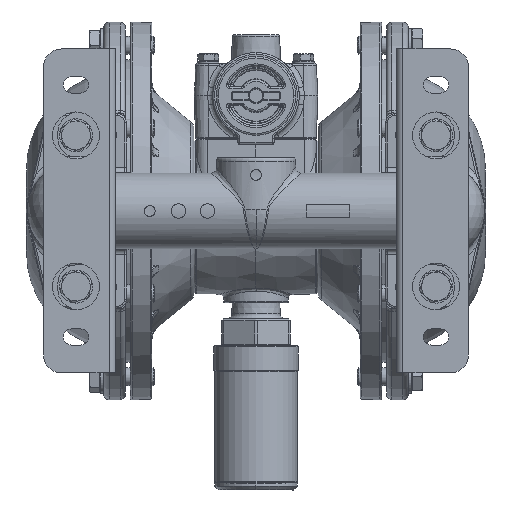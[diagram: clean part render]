
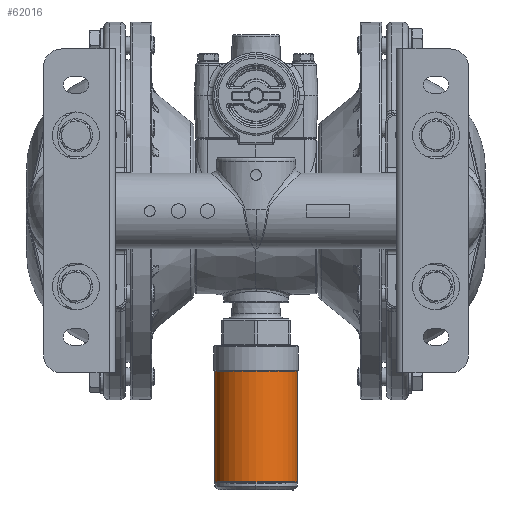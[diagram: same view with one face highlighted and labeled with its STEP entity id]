
A CAD part, front view. The second image highlights one B-rep face of the part: STEP entity #62016.
In plain terms, the highlighted cylindrical face has radius 23 mm (diameter 46 mm), a partial arc.
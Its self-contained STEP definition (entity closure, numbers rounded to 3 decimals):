
#2446 = CIRCLE ( 'NONE', #183190, 23. ) ;
#6285 = CARTESIAN_POINT ( 'NONE',  ( 23., 0., -151.5 ) ) ;
#7935 = DIRECTION ( 'NONE',  ( 0., 0., -1. ) ) ;
#8928 = CARTESIAN_POINT ( 'NONE',  ( 0., 0., -150.3 ) ) ;
#13873 = DIRECTION ( 'NONE',  ( 0., 0., -1. ) ) ;
#25779 = CARTESIAN_POINT ( 'NONE',  ( -23., 0., -89. ) ) ;
#27466 = DIRECTION ( 'NONE',  ( 0., 0., -1. ) ) ;
#36933 = EDGE_CURVE ( 'NONE', #111534, #148012, #149686, .T. ) ;
#39489 = EDGE_LOOP ( 'NONE', ( #71326, #195140, #45494, #124195 ) ) ;
#39864 = DIRECTION ( 'NONE',  ( -1., 0., 0. ) ) ;
#45494 = ORIENTED_EDGE ( 'NONE', *, *, #36933, .T. ) ;
#55056 = CARTESIAN_POINT ( 'NONE',  ( 0., 0., -151.5 ) ) ;
#62016 = ADVANCED_FACE ( 'NONE', ( #70230 ), #193494, .T. ) ;
#66804 = AXIS2_PLACEMENT_3D ( 'NONE', #92644, #13873, #137087 ) ;
#70230 = FACE_OUTER_BOUND ( 'NONE', #39489, .T. ) ;
#71326 = ORIENTED_EDGE ( 'NONE', *, *, #75914, .F. ) ;
#75521 = VECTOR ( 'NONE', #27466, 1000. ) ;
#75914 = EDGE_CURVE ( 'NONE', #152414, #177768, #83103, .T. ) ;
#83103 = LINE ( 'NONE', #6285, #159123 ) ;
#92644 = CARTESIAN_POINT ( 'NONE',  ( 0., 0., -89. ) ) ;
#98055 = CARTESIAN_POINT ( 'NONE',  ( -23., 0., -150.3 ) ) ;
#100882 = DIRECTION ( 'NONE',  ( -1., 0., 0. ) ) ;
#103309 = CARTESIAN_POINT ( 'NONE',  ( -23., 0., -151.5 ) ) ;
#107066 = AXIS2_PLACEMENT_3D ( 'NONE', #55056, #178313, #39864 ) ;
#111534 = VERTEX_POINT ( 'NONE', #25779 ) ;
#124195 = ORIENTED_EDGE ( 'NONE', *, *, #143154, .F. ) ;
#129503 = DIRECTION ( 'NONE',  ( 0., 0., -1. ) ) ;
#137087 = DIRECTION ( 'NONE',  ( -1., 0., 0. ) ) ;
#142139 = EDGE_CURVE ( 'NONE', #152414, #111534, #199075, .T. ) ;
#143154 = EDGE_CURVE ( 'NONE', #177768, #148012, #2446, .T. ) ;
#148012 = VERTEX_POINT ( 'NONE', #98055 ) ;
#149686 = LINE ( 'NONE', #103309, #75521 ) ;
#152414 = VERTEX_POINT ( 'NONE', #190799 ) ;
#159123 = VECTOR ( 'NONE', #129503, 1000. ) ;
#177768 = VERTEX_POINT ( 'NONE', #179874 ) ;
#178313 = DIRECTION ( 'NONE',  ( 0., 0., -1. ) ) ;
#179874 = CARTESIAN_POINT ( 'NONE',  ( 23., 0., -150.3 ) ) ;
#183190 = AXIS2_PLACEMENT_3D ( 'NONE', #8928, #7935, #100882 ) ;
#190799 = CARTESIAN_POINT ( 'NONE',  ( 23., 0., -89. ) ) ;
#193494 = CYLINDRICAL_SURFACE ( 'NONE', #107066, 23. ) ;
#195140 = ORIENTED_EDGE ( 'NONE', *, *, #142139, .T. ) ;
#199075 = CIRCLE ( 'NONE', #66804, 23. ) ;
